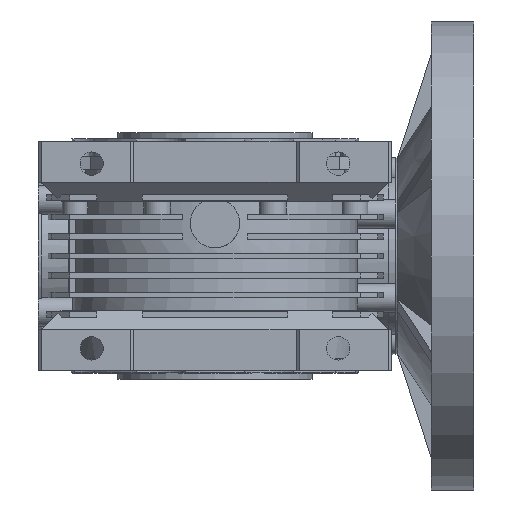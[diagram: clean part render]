
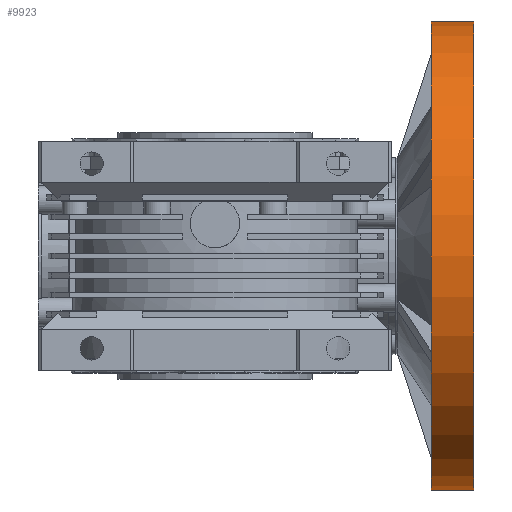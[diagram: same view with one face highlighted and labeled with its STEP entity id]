
A CAD part, front view. The second image highlights one B-rep face of the part: STEP entity #9923.
In plain terms, the highlighted cylindrical face has radius 114 mm (diameter 228 mm), a partial arc.
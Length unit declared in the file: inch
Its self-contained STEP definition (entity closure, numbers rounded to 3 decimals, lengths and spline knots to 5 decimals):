
#19 = VERTEX_POINT ( 'NONE', #31891 ) ;
#355 = VERTEX_POINT ( 'NONE', #2938 ) ;
#1288 = CARTESIAN_POINT ( 'NONE',  ( 4.15354, 2.95276, 4.48819 ) ) ;
#1703 = CARTESIAN_POINT ( 'NONE',  ( 4.15354, 2.95276, 0. ) ) ;
#2700 = ORIENTED_EDGE ( 'NONE', *, *, #36339, .F. ) ;
#2768 = FACE_OUTER_BOUND ( 'NONE', #34118, .T. ) ;
#2938 = CARTESIAN_POINT ( 'NONE',  ( 4.96063, 2.95276, 4.48819 ) ) ;
#4631 = VERTEX_POINT ( 'NONE', #16717 ) ;
#4883 = DIRECTION ( 'NONE',  ( 1., 0., 0. ) ) ;
#5473 = EDGE_CURVE ( 'NONE', #4631, #19, #33547, .T. ) ;
#6215 = CIRCLE ( 'NONE', #6849, 4.48819 ) ;
#6849 = AXIS2_PLACEMENT_3D ( 'NONE', #1703, #13235, #21882 ) ;
#7769 = LINE ( 'NONE', #19123, #8348 ) ;
#8348 = VECTOR ( 'NONE', #22019, 39.37008 ) ;
#9923 = ADVANCED_FACE ( 'NONE', ( #2768 ), #17200, .T. ) ;
#10582 = CARTESIAN_POINT ( 'NONE',  ( 4.96063, 2.95276, 0. ) ) ;
#12234 = EDGE_CURVE ( 'NONE', #34621, #4631, #6215, .T. ) ;
#12974 = AXIS2_PLACEMENT_3D ( 'NONE', #22961, #4883, #34486 ) ;
#13235 = DIRECTION ( 'NONE',  ( 1., 0., 0. ) ) ;
#16717 = CARTESIAN_POINT ( 'NONE',  ( 4.15354, 2.95276, -4.48819 ) ) ;
#17200 = CYLINDRICAL_SURFACE ( 'NONE', #12974, 4.48819 ) ;
#19123 = CARTESIAN_POINT ( 'NONE',  ( 3.18898, 2.95276, 4.48819 ) ) ;
#19372 = ORIENTED_EDGE ( 'NONE', *, *, #32669, .T. ) ;
#21882 = DIRECTION ( 'NONE',  ( 0., 0., -1. ) ) ;
#22019 = DIRECTION ( 'NONE',  ( 1., 0., 0. ) ) ;
#22327 = DIRECTION ( 'NONE',  ( 0., 0., -1. ) ) ;
#22961 = CARTESIAN_POINT ( 'NONE',  ( 3.18898, 2.95276, 0. ) ) ;
#24331 = CARTESIAN_POINT ( 'NONE',  ( 3.18898, 2.95276, -4.48819 ) ) ;
#24897 = DIRECTION ( 'NONE',  ( 1., 0., 0. ) ) ;
#28344 = AXIS2_PLACEMENT_3D ( 'NONE', #10582, #33471, #22327 ) ;
#29186 = VECTOR ( 'NONE', #24897, 39.37008 ) ;
#31891 = CARTESIAN_POINT ( 'NONE',  ( 4.96063, 2.95276, -4.48819 ) ) ;
#32609 = CIRCLE ( 'NONE', #28344, 4.48819 ) ;
#32669 = EDGE_CURVE ( 'NONE', #19, #355, #32609, .T. ) ;
#33471 = DIRECTION ( 'NONE',  ( -1., 0., 0. ) ) ;
#33547 = LINE ( 'NONE', #24331, #29186 ) ;
#33999 = ORIENTED_EDGE ( 'NONE', *, *, #12234, .T. ) ;
#34118 = EDGE_LOOP ( 'NONE', ( #2700, #33999, #37277, #19372 ) ) ;
#34486 = DIRECTION ( 'NONE',  ( 0., 0., -1. ) ) ;
#34621 = VERTEX_POINT ( 'NONE', #1288 ) ;
#36339 = EDGE_CURVE ( 'NONE', #34621, #355, #7769, .T. ) ;
#37277 = ORIENTED_EDGE ( 'NONE', *, *, #5473, .T. ) ;
